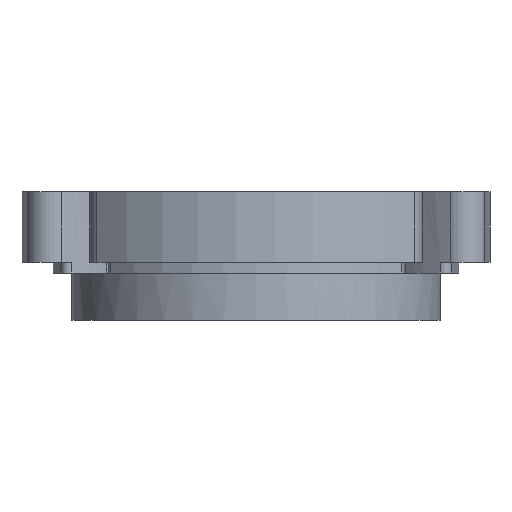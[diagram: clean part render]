
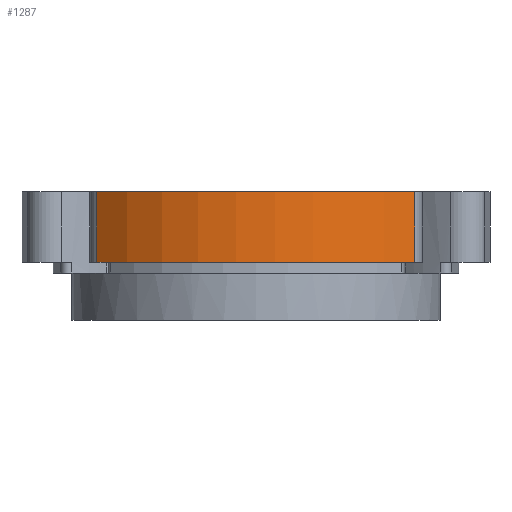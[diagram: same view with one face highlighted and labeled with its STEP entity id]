
A CAD part, left-side view. The second image highlights one B-rep face of the part: STEP entity #1287.
In plain terms, the highlighted cylindrical face has radius 22.225 mm (diameter 44.45 mm), a partial arc.
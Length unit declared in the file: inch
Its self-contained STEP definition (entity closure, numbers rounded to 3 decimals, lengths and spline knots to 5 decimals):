
#49=CYLINDRICAL_SURFACE('',#1501,0.875);
#114=LINE('',#2255,#181);
#129=LINE('',#2360,#196);
#181=VECTOR('',#1801,0.3937);
#196=VECTOR('',#1952,0.3937);
#256=FACE_OUTER_BOUND('',#333,.T.);
#333=EDGE_LOOP('',(#1143,#1144,#1145,#1146));
#423=CIRCLE('',#1417,0.875);
#442=CIRCLE('',#1445,0.875);
#575=VERTEX_POINT('',#2223);
#577=VERTEX_POINT('',#2226);
#585=VERTEX_POINT('',#2254);
#590=VERTEX_POINT('',#2275);
#727=EDGE_CURVE('',#577,#575,#423,.T.);
#742=EDGE_CURVE('',#577,#585,#114,.T.);
#754=EDGE_CURVE('',#585,#590,#442,.T.);
#802=EDGE_CURVE('',#590,#575,#129,.T.);
#1143=ORIENTED_EDGE('',*,*,#727,.T.);
#1144=ORIENTED_EDGE('',*,*,#802,.F.);
#1145=ORIENTED_EDGE('',*,*,#754,.F.);
#1146=ORIENTED_EDGE('',*,*,#742,.F.);
#1287=ADVANCED_FACE('',(#256),#49,.T.);
#1417=AXIS2_PLACEMENT_3D('',#2227,#1764,#1765);
#1445=AXIS2_PLACEMENT_3D('',#2276,#1828,#1829);
#1501=AXIS2_PLACEMENT_3D('',#2359,#1950,#1951);
#1764=DIRECTION('center_axis',(0.,0.,1.));
#1765=DIRECTION('ref_axis',(1.,0.,0.));
#1801=DIRECTION('',(0.,0.,1.));
#1828=DIRECTION('center_axis',(0.,0.,1.));
#1829=DIRECTION('ref_axis',(1.,0.,0.));
#1950=DIRECTION('center_axis',(0.,0.,-1.));
#1951=DIRECTION('ref_axis',(-1.,0.001,0.));
#1952=DIRECTION('',(0.,0.,-1.));
#2223=CARTESIAN_POINT('',(-0.644,-0.59236,1.03937));
#2226=CARTESIAN_POINT('',(-0.64259,0.59389,1.03937));
#2227=CARTESIAN_POINT('Origin',(0.,0.,1.03937));
#2254=CARTESIAN_POINT('',(-0.64259,0.59389,1.30441));
#2255=CARTESIAN_POINT('',(-0.64259,0.59389,1.22441));
#2275=CARTESIAN_POINT('',(-0.644,-0.59236,1.30441));
#2276=CARTESIAN_POINT('Origin',(0.,0.,1.30441));
#2359=CARTESIAN_POINT('Origin',(0.,0.,1.22441));
#2360=CARTESIAN_POINT('',(-0.644,-0.59236,1.22441));
